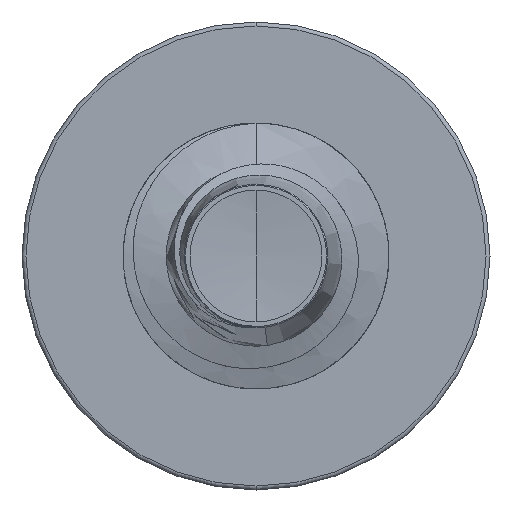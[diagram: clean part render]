
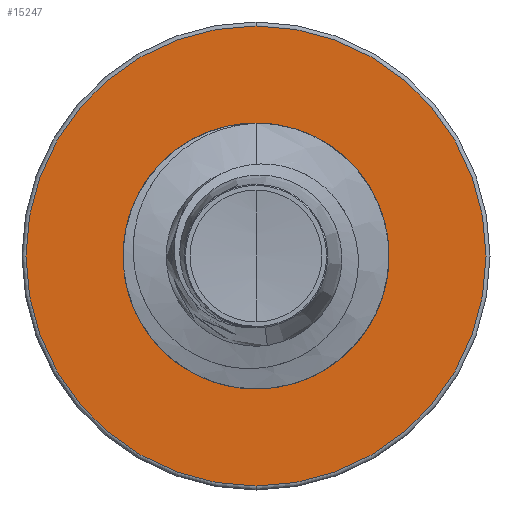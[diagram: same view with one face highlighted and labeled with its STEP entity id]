
A CAD part, front view. The second image highlights one B-rep face of the part: STEP entity #15247.
In plain terms, the highlighted planar face has unit normal (0, -1, 0).
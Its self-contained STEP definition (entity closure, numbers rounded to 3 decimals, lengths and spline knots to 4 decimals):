
#393 = ORIENTED_EDGE ( 'NONE', *, *, #697, .F. ) ;
#697 = EDGE_CURVE ( 'NONE', #27102, #23691, #26820, .T. ) ;
#1077 = DIRECTION ( 'NONE',  ( 0., 0., 1. ) ) ;
#3544 = CIRCLE ( 'NONE', #4916, 2.4152 ) ;
#4145 = AXIS2_PLACEMENT_3D ( 'NONE', #20709, #7051, #22368 ) ;
#4916 = AXIS2_PLACEMENT_3D ( 'NONE', #26654, #16842, #1077 ) ;
#6346 = AXIS2_PLACEMENT_3D ( 'NONE', #26134, #15988, #27484 ) ;
#7051 = DIRECTION ( 'NONE',  ( 0., 1., 0. ) ) ;
#9029 = CIRCLE ( 'NONE', #6346, 4.325 ) ;
#9482 = FACE_OUTER_BOUND ( 'NONE', #22659, .T. ) ;
#10118 = ORIENTED_EDGE ( 'NONE', *, *, #23996, .T. ) ;
#11760 = CARTESIAN_POINT ( 'NONE',  ( 0., 22.5, 2.4152 ) ) ;
#14330 = CIRCLE ( 'NONE', #4145, 2.4152 ) ;
#14358 = CARTESIAN_POINT ( 'NONE',  ( 0., 22.5, 4.325 ) ) ;
#14831 = CARTESIAN_POINT ( 'NONE',  ( 0., 22.5, -2.4152 ) ) ;
#14924 = EDGE_LOOP ( 'NONE', ( #15589, #10118 ) ) ;
#15247 = ADVANCED_FACE ( 'NONE', ( #9482, #19912 ), #22387, .F. ) ;
#15589 = ORIENTED_EDGE ( 'NONE', *, *, #24307, .T. ) ;
#15788 = AXIS2_PLACEMENT_3D ( 'NONE', #22942, #23342, #22372 ) ;
#15988 = DIRECTION ( 'NONE',  ( 0., 1., 0. ) ) ;
#16842 = DIRECTION ( 'NONE',  ( 0., 1., 0. ) ) ;
#17114 = CARTESIAN_POINT ( 'NONE',  ( 0., 22.5, -4.325 ) ) ;
#19912 = FACE_BOUND ( 'NONE', #14924, .T. ) ;
#20286 = VERTEX_POINT ( 'NONE', #11760 ) ;
#20391 = ORIENTED_EDGE ( 'NONE', *, *, #23139, .F. ) ;
#20709 = CARTESIAN_POINT ( 'NONE',  ( 0., 22.5, 0. ) ) ;
#22368 = DIRECTION ( 'NONE',  ( 0., 0., 1. ) ) ;
#22372 = DIRECTION ( 'NONE',  ( 0., 0., 1. ) ) ;
#22387 = PLANE ( 'NONE',  #15788 ) ;
#22442 = AXIS2_PLACEMENT_3D ( 'NONE', #26755, #26709, #25412 ) ;
#22659 = EDGE_LOOP ( 'NONE', ( #393, #20391 ) ) ;
#22942 = CARTESIAN_POINT ( 'NONE',  ( 0., 22.5, -2.4152 ) ) ;
#23139 = EDGE_CURVE ( 'NONE', #23691, #27102, #9029, .T. ) ;
#23342 = DIRECTION ( 'NONE',  ( 0., 1., 0. ) ) ;
#23691 = VERTEX_POINT ( 'NONE', #17114 ) ;
#23996 = EDGE_CURVE ( 'NONE', #24036, #20286, #3544, .T. ) ;
#24036 = VERTEX_POINT ( 'NONE', #14831 ) ;
#24307 = EDGE_CURVE ( 'NONE', #20286, #24036, #14330, .T. ) ;
#25412 = DIRECTION ( 'NONE',  ( 0., 0., 1. ) ) ;
#26134 = CARTESIAN_POINT ( 'NONE',  ( 0., 22.5, 0. ) ) ;
#26654 = CARTESIAN_POINT ( 'NONE',  ( 0., 22.5, 0. ) ) ;
#26709 = DIRECTION ( 'NONE',  ( 0., 1., 0. ) ) ;
#26755 = CARTESIAN_POINT ( 'NONE',  ( 0., 22.5, 0. ) ) ;
#26820 = CIRCLE ( 'NONE', #22442, 4.325 ) ;
#27102 = VERTEX_POINT ( 'NONE', #14358 ) ;
#27484 = DIRECTION ( 'NONE',  ( 0., 0., 1. ) ) ;
